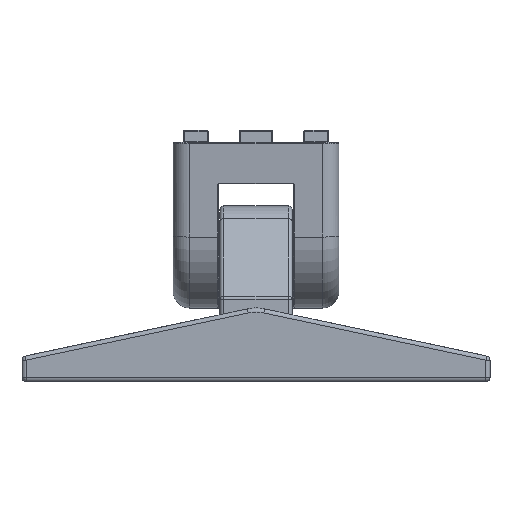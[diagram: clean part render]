
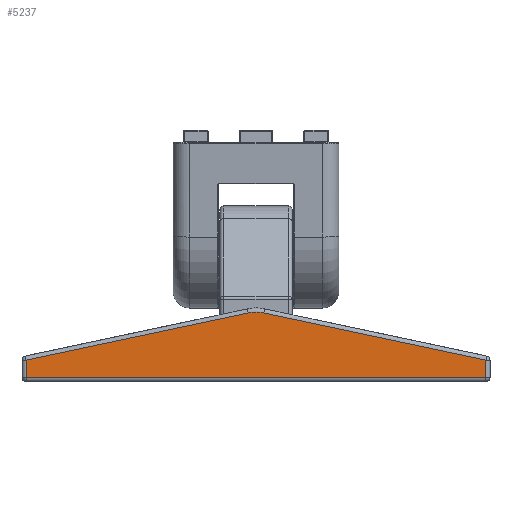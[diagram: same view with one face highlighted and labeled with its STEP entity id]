
A CAD part, left-side view. The second image highlights one B-rep face of the part: STEP entity #5237.
In plain terms, the highlighted planar face has unit normal (-1, 0, 0).
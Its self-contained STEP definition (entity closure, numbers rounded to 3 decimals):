
#1297=DIRECTION('',(0.,-1.,0.));
#1298=VECTOR('',#1297,111.);
#1299=CARTESIAN_POINT('',(-56.5,56.204,-55.155));
#1300=LINE('',#1299,#1298);
#1335=DIRECTION('',(0.,0.,1.));
#1336=VECTOR('',#1335,4.19);
#1337=CARTESIAN_POINT('',(-56.5,-54.796,-55.155));
#1338=LINE('',#1337,#1336);
#2206=CARTESIAN_POINT('',(-56.5,0.704,-48.378));
#2207=DIRECTION('',(1.,0.,0.));
#2208=DIRECTION('',(0.,0.,1.));
#2209=AXIS2_PLACEMENT_3D('',#2206,#2207,#2208);
#2214=DIRECTION('',(0.,-0.978,-0.208));
#2215=VECTOR('',#2214,54.826);
#2216=CARTESIAN_POINT('',(-56.5,-1.166,
-39.574));
#2217=LINE('',#2216,#2215);
#2221=DIRECTION('',(0.,-0.978,0.208));
#2222=VECTOR('',#2221,54.826);
#2223=CARTESIAN_POINT('',(-56.5,56.204,
-50.965));
#2224=LINE('',#2223,#2222);
#2228=CARTESIAN_POINT('',(-56.5,0.704,-48.378));
#2229=DIRECTION('',(1.,0.,0.));
#2230=DIRECTION('',(0.,0.208,0.978));
#2231=AXIS2_PLACEMENT_3D('',#2228,#2229,#2230);
#2243=DIRECTION('',(0.,0.,-1.));
#2244=VECTOR('',#2243,4.19);
#2245=CARTESIAN_POINT('',(-56.5,56.204,
-50.965));
#2246=LINE('',#2245,#2244);
#3405=CARTESIAN_POINT('',(-56.5,2.574,-39.574));
#3406=CARTESIAN_POINT('',(-56.5,0.704,-39.378));
#3407=VERTEX_POINT('',#3405);
#3408=VERTEX_POINT('',#3406);
#3409=CARTESIAN_POINT('',(-56.5,-1.166,-39.574));
#3410=VERTEX_POINT('',#3409);
#3411=CARTESIAN_POINT('',(-56.5,56.204,
-50.965));
#3412=VERTEX_POINT('',#3411);
#3413=CARTESIAN_POINT('',(-56.5,56.204,-55.155));
#3414=VERTEX_POINT('',#3413);
#3415=CARTESIAN_POINT('',(-56.5,-54.796,-55.155));
#3416=VERTEX_POINT('',#3415);
#3417=CARTESIAN_POINT('',(-56.5,-54.796,
-50.965));
#3418=VERTEX_POINT('',#3417);
#5220=CARTESIAN_POINT('',(-56.5,0.704,-47.266));
#5221=DIRECTION('',(1.,0.,0.));
#5222=DIRECTION('',(0.,0.,-1.));
#5223=AXIS2_PLACEMENT_3D('',#5220,#5221,#5222);
#5224=PLANE('',#5223);
#5225=ORIENTED_EDGE('',*,*,#5215,.T.);
#5227=ORIENTED_EDGE('',*,*,#5226,.T.);
#5228=ORIENTED_EDGE('',*,*,#4482,.F.);
#5229=ORIENTED_EDGE('',*,*,#4454,.F.);
#5231=ORIENTED_EDGE('',*,*,#5230,.F.);
#5233=ORIENTED_EDGE('',*,*,#5232,.T.);
#5234=ORIENTED_EDGE('',*,*,#5207,.T.);
#5235=EDGE_LOOP('',(#5225,#5227,#5228,#5229,#5231,#5233,#5234));
#5236=FACE_OUTER_BOUND('',#5235,.F.);
#2210=CIRCLE('',#2209,9.);
#2232=CIRCLE('',#2231,9.);
#4454=EDGE_CURVE('',#3414,#3416,#1300,.T.);
#4482=EDGE_CURVE('',#3416,#3418,#1338,.T.);
#5207=EDGE_CURVE('',#3407,#3408,#2232,.T.);
#5215=EDGE_CURVE('',#3408,#3410,#2210,.T.);
#5226=EDGE_CURVE('',#3410,#3418,#2217,.T.);
#5230=EDGE_CURVE('',#3412,#3414,#2246,.T.);
#5232=EDGE_CURVE('',#3412,#3407,#2224,.T.);
#5237=ADVANCED_FACE('',(#5236),#5224,.F.);
